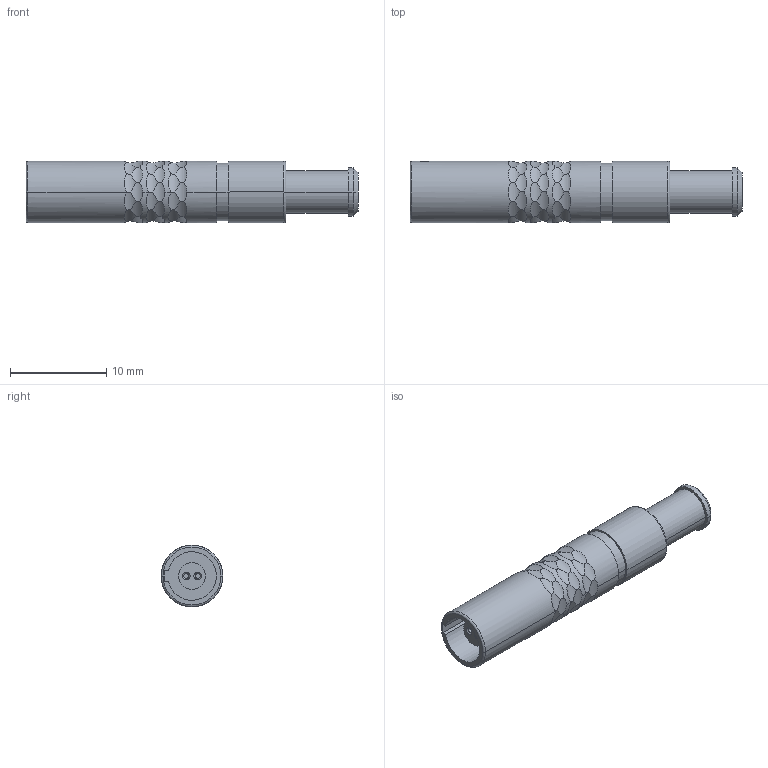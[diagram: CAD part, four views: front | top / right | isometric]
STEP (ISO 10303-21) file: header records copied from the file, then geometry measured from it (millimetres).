
FILE_DESCRIPTION((''),'2;1');
FILE_NAME('K2CL0C-P02L','2013-02-06T',('RTrager'),(''),'PRO/ENGINEER BY PARAMETRIC TECHNOLOGY CORPORATION, 2010330','PRO/ENGINEER BY PARAMETRIC TECHNOLOGY CORPORATION, 2010330','');
FILE_SCHEMA(('CONFIG_CONTROL_DESIGN'));
Length unit declared in the file: millimetre
Products named in the file (1): K2CL0C-P02L
Bounding box: 34.5 x 6.4 x 6.4 mm (x, y, z)
Volume: 733.4 mm3; surface area: 1117 mm2
Topology: 1 solids, 1 shells, 143 faces, 364 edges, 236 vertices
Faces by surface type: cylinder 103, plane 24, torus 6, cone 6, bspline 4
Entity records: 5848 total; most frequent: CARTESIAN_POINT 2687, ORIENTED_EDGE 728, DIRECTION 524, EDGE_CURVE 364, VERTEX_POINT 236, AXIS2_PLACEMENT_3D 223, B_SPLINE_CURVE_WITH_KNOTS 202, EDGE_LOOP 156
